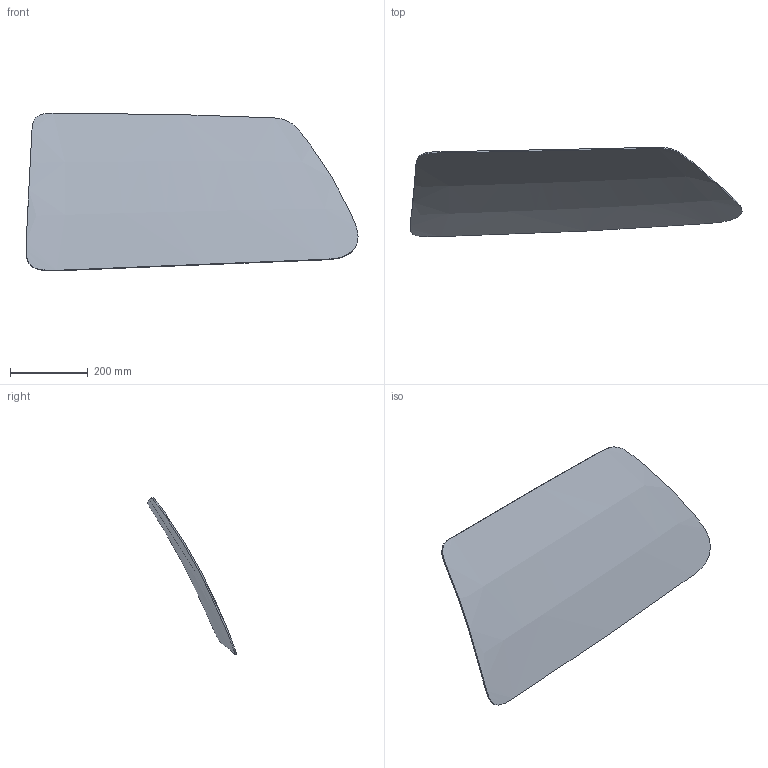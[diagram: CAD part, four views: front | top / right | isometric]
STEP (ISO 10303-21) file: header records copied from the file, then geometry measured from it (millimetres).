
FILE_DESCRIPTION (( 'STEP AP214' ), '1' );
FILE_NAME ('Golf rear side window.STEP', '2018-09-19T17:46:54', ( '' ), ( '' ), 'SwSTEP 2.0', 'SolidWorks 2017', '' );
FILE_SCHEMA (( 'AUTOMOTIVE_DESIGN' ));
Length unit declared in the file: millimetre
Products named in the file (1): Golf rear side window
Bounding box: 854.57 x 229.58 x 405.89 mm (x, y, z)
Volume: 1381002.1 mm3; surface area: 694921.3 mm2
Topology: 1 solids, 1 shells, 12 faces, 30 edges, 20 vertices
Faces by surface type: bspline 12
Entity records: 4540 total; most frequent: CARTESIAN_POINT 4311, ORIENTED_EDGE 60, B_SPLINE_CURVE_WITH_KNOTS 30, EDGE_CURVE 30, VERTEX_POINT 20, EDGE_LOOP 12, ADVANCED_FACE 12, FACE_OUTER_BOUND 12
